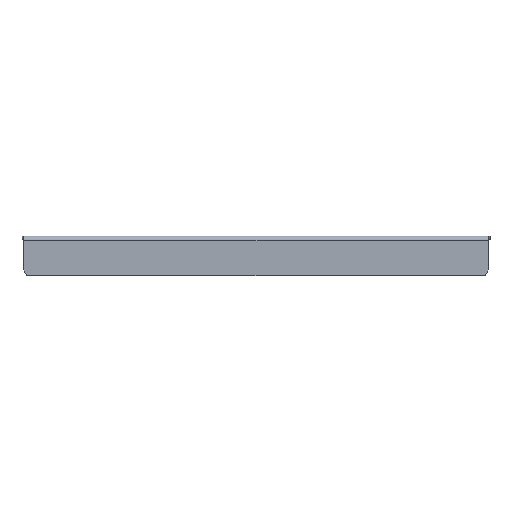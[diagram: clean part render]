
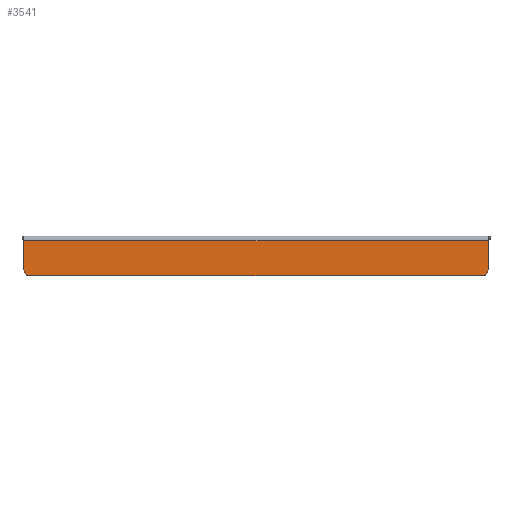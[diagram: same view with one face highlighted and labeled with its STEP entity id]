
A CAD part, left-side view. The second image highlights one B-rep face of the part: STEP entity #3541.
In plain terms, the highlighted face is planar.
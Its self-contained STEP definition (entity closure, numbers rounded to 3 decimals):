
#1650=DIRECTION('',(0.,0.,1.));
#1651=VECTOR('',#1650,19.65);
#1652=CARTESIAN_POINT('',(2931.629,794.369,3.));
#1653=LINE('',#1652,#1651);
#1671=DIRECTION('',(0.,1.,0.));
#1672=VECTOR('',#1671,309.444);
#1673=CARTESIAN_POINT('',(2931.629,484.925,3.));
#1674=LINE('',#1673,#1672);
#1678=CARTESIAN_POINT('',(2931.629,488.925,22.65));
#1679=DIRECTION('',(1.,0.,0.));
#1680=DIRECTION('',(0.,0.,1.));
#1681=AXIS2_PLACEMENT_3D('',#1678,#1679,#1680);
#1686=DIRECTION('',(0.,-1.,0.));
#1687=VECTOR('',#1686,301.444);
#1688=CARTESIAN_POINT('',(2931.629,790.369,26.65));
#1689=LINE('',#1688,#1687);
#1693=CARTESIAN_POINT('',(2931.629,790.369,22.65));
#1694=DIRECTION('',(1.,0.,0.));
#1695=DIRECTION('',(0.,1.,0.));
#1696=AXIS2_PLACEMENT_3D('',#1693,#1694,#1695);
#1716=DIRECTION('',(0.,0.,-1.));
#1717=VECTOR('',#1716,19.65);
#1718=CARTESIAN_POINT('',(2931.629,484.925,22.65));
#1719=LINE('',#1718,#1717);
#2361=CARTESIAN_POINT('',(2931.629,488.925,26.65));
#2362=VERTEX_POINT('',#2361);
#2363=CARTESIAN_POINT('',(2931.629,484.925,22.65));
#2364=VERTEX_POINT('',#2363);
#2369=CARTESIAN_POINT('',(2931.629,794.369,22.65));
#2370=VERTEX_POINT('',#2369);
#2371=CARTESIAN_POINT('',(2931.629,790.369,26.65));
#2372=VERTEX_POINT('',#2371);
#2384=CARTESIAN_POINT('',(2931.629,794.369,3.));
#2386=VERTEX_POINT('',#2384);
#2392=CARTESIAN_POINT('',(2931.629,484.925,3.));
#2393=VERTEX_POINT('',#2392);
#3524=CARTESIAN_POINT('',(2931.629,639.647,0.));
#3525=DIRECTION('',(1.,0.,0.));
#3526=DIRECTION('',(0.,1.,0.));
#3527=AXIS2_PLACEMENT_3D('',#3524,#3525,#3526);
#3528=PLANE('',#3527);
#3529=ORIENTED_EDGE('',*,*,#3500,.F.);
#3531=ORIENTED_EDGE('',*,*,#3530,.F.);
#3533=ORIENTED_EDGE('',*,*,#3532,.F.);
#3535=ORIENTED_EDGE('',*,*,#3534,.F.);
#3537=ORIENTED_EDGE('',*,*,#3536,.F.);
#3538=ORIENTED_EDGE('',*,*,#3511,.F.);
#3539=EDGE_LOOP('',(#3529,#3531,#3533,#3535,#3537,#3538));
#3540=FACE_OUTER_BOUND('',#3539,.F.);
#1682=CIRCLE('',#1681,4.);
#1697=CIRCLE('',#1696,4.);
#3500=EDGE_CURVE('',#2393,#2386,#1674,.T.);
#3511=EDGE_CURVE('',#2386,#2370,#1653,.T.);
#3530=EDGE_CURVE('',#2364,#2393,#1719,.T.);
#3532=EDGE_CURVE('',#2362,#2364,#1682,.T.);
#3534=EDGE_CURVE('',#2372,#2362,#1689,.T.);
#3536=EDGE_CURVE('',#2370,#2372,#1697,.T.);
#3541=ADVANCED_FACE('',(#3540),#3528,.T.);
